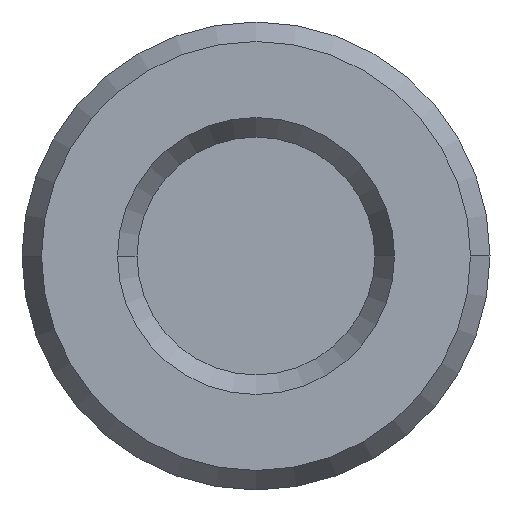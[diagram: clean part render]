
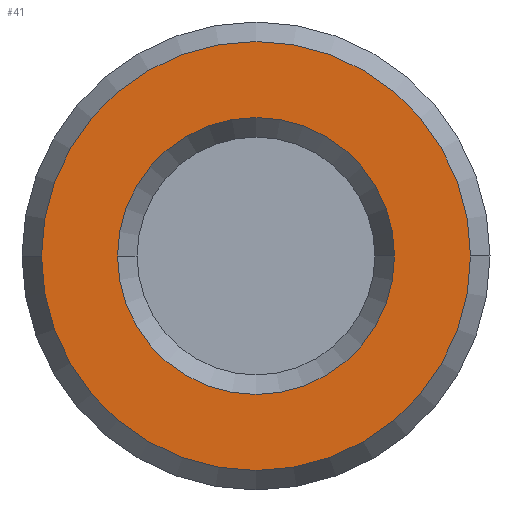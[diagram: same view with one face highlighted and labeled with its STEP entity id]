
A CAD part, front view. The second image highlights one B-rep face of the part: STEP entity #41.
In plain terms, the highlighted planar face has unit normal (0, -1, 0).
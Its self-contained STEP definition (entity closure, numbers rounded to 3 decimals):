
#21 = EDGE_CURVE ( 'NONE', #496, #293, #30, .T. ) ;
#30 = CIRCLE ( 'NONE', #141, 5.5 ) ;
#41 = ADVANCED_FACE ( 'NONE', ( #296, #477 ), #474, .T. ) ;
#42 = DIRECTION ( 'NONE',  ( 0., 1., 0. ) ) ;
#87 = DIRECTION ( 'NONE',  ( 1., 0., 0. ) ) ;
#101 = ORIENTED_EDGE ( 'NONE', *, *, #390, .T. ) ;
#114 = DIRECTION ( 'NONE',  ( 1., 0., 0. ) ) ;
#141 = AXIS2_PLACEMENT_3D ( 'NONE', #167, #42, #344 ) ;
#167 = CARTESIAN_POINT ( 'NONE',  ( 0., 0., 0. ) ) ;
#168 = CIRCLE ( 'NONE', #545, 3.55 ) ;
#173 = CARTESIAN_POINT ( 'NONE',  ( -5.5, 0., 0. ) ) ;
#174 = AXIS2_PLACEMENT_3D ( 'NONE', #352, #363, #114 ) ;
#289 = CARTESIAN_POINT ( 'NONE',  ( 5.5, 0., 0. ) ) ;
#293 = VERTEX_POINT ( 'NONE', #173 ) ;
#296 = FACE_OUTER_BOUND ( 'NONE', #464, .T. ) ;
#303 = DIRECTION ( 'NONE',  ( 0., -1., 0. ) ) ;
#319 = VERTEX_POINT ( 'NONE', #404 ) ;
#322 = DIRECTION ( 'NONE',  ( 1., 0., 0. ) ) ;
#323 = VERTEX_POINT ( 'NONE', #536 ) ;
#333 = DIRECTION ( 'NONE',  ( 0., 1., 0. ) ) ;
#334 = EDGE_CURVE ( 'NONE', #323, #319, #490, .T. ) ;
#344 = DIRECTION ( 'NONE',  ( -1., 0., 0. ) ) ;
#352 = CARTESIAN_POINT ( 'NONE',  ( 0., 0., 0. ) ) ;
#363 = DIRECTION ( 'NONE',  ( 0., 1., 0. ) ) ;
#377 = AXIS2_PLACEMENT_3D ( 'NONE', #426, #473, #476 ) ;
#390 = EDGE_CURVE ( 'NONE', #319, #323, #168, .T. ) ;
#391 = EDGE_LOOP ( 'NONE', ( #101, #551 ) ) ;
#404 = CARTESIAN_POINT ( 'NONE',  ( 3.55, 0., 0. ) ) ;
#426 = CARTESIAN_POINT ( 'NONE',  ( 0., 0., 0. ) ) ;
#433 = AXIS2_PLACEMENT_3D ( 'NONE', #434, #303, #87 ) ;
#434 = CARTESIAN_POINT ( 'NONE',  ( 0., 0., 2.542 ) ) ;
#435 = ORIENTED_EDGE ( 'NONE', *, *, #21, .F. ) ;
#464 = EDGE_LOOP ( 'NONE', ( #541, #435 ) ) ;
#473 = DIRECTION ( 'NONE',  ( 0., 1., 0. ) ) ;
#474 = PLANE ( 'NONE',  #433 ) ;
#476 = DIRECTION ( 'NONE',  ( -1., 0., 0. ) ) ;
#477 = FACE_BOUND ( 'NONE', #391, .T. ) ;
#490 = CIRCLE ( 'NONE', #174, 3.55 ) ;
#496 = VERTEX_POINT ( 'NONE', #289 ) ;
#500 = CARTESIAN_POINT ( 'NONE',  ( 0., 0., 0. ) ) ;
#527 = EDGE_CURVE ( 'NONE', #293, #496, #550, .T. ) ;
#536 = CARTESIAN_POINT ( 'NONE',  ( -3.55, 0., 0. ) ) ;
#541 = ORIENTED_EDGE ( 'NONE', *, *, #527, .F. ) ;
#545 = AXIS2_PLACEMENT_3D ( 'NONE', #500, #333, #322 ) ;
#550 = CIRCLE ( 'NONE', #377, 5.5 ) ;
#551 = ORIENTED_EDGE ( 'NONE', *, *, #334, .T. ) ;
